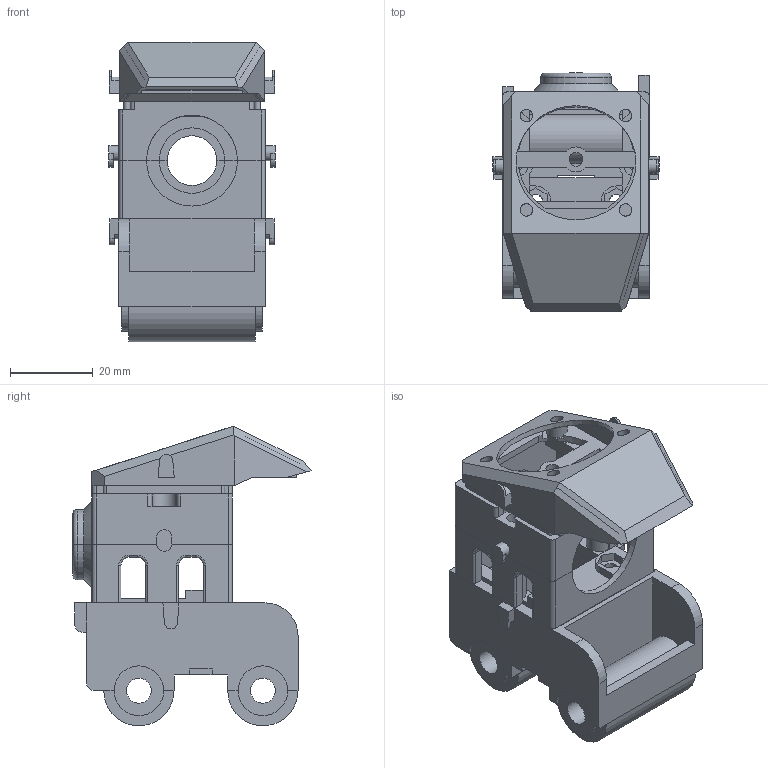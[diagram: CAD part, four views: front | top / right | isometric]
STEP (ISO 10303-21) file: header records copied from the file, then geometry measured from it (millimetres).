
FILE_DESCRIPTION(/* description */ (''),/* implementation_level */ '2;1');
FILE_NAME(/* name */ 'Print Head v5.step',/* time_stamp */ '2019-07-13T15:27:58-07:00',/* author */ (''),/* organization */ (''),/* preprocessor_version */ 'ST-DEVELOPER v18',/* originating_system */ 'Autodesk Translation Framework v8.2.0.1029',/* authorisation */ '');
FILE_SCHEMA (('AUTOMOTIVE_DESIGN { 1 0 10303 214 3 1 1 }'));
Length unit declared in the file: millimetre
Products named in the file (13): Print Head; Print Head_1; LM6LUU; LM6LUU_1; LM6LUU_2; X Carriage; X Carriage_1; Hotend Mount; Hotend Mount_1; Hotend Cover; Fan Mount; Fan Duct; Fan Mount_1
Assembly tree (13 placements, depth 4):
  Print Head
    Print Head_1
      LM6LUU
        LM6LUU_2
      LM6LUU_1
        LM6LUU_2
      X Carriage
        X Carriage_1
      Hotend Mount
        Hotend Mount_1
        Hotend Cover
      Fan Mount
        Fan Duct
        Fan Mount_1
Bounding box: 40.25 x 57.6 x 72.5 mm (x, y, z)
Volume: 35534.3 mm3; surface area: 34858.3 mm2
Topology: 7 solids, 7 shells, 436 faces, 1235 edges, 804 vertices
Faces by surface type: plane 297, cylinder 126, torus 10, cone 3
Full cylindrical faces by diameter (mm): 2.529 x2, 3 x4, 3.2 x2, 3.25 x2, 3.3 x1, 3.45 x2, 3.6 x2, 5 x4, 5.4 x2, 6 x2, 7 x2, 12 x4
Entity records: 14460 total; most frequent: CARTESIAN_POINT 2488, DIRECTION 2461, ORIENTED_EDGE 2458, EDGE_CURVE 1229, LINE 915, VECTOR 915, VERTEX_POINT 800, AXIS2_PLACEMENT_3D 773
